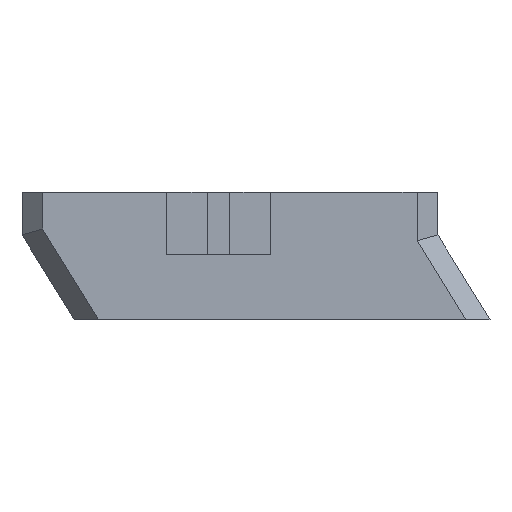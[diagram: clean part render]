
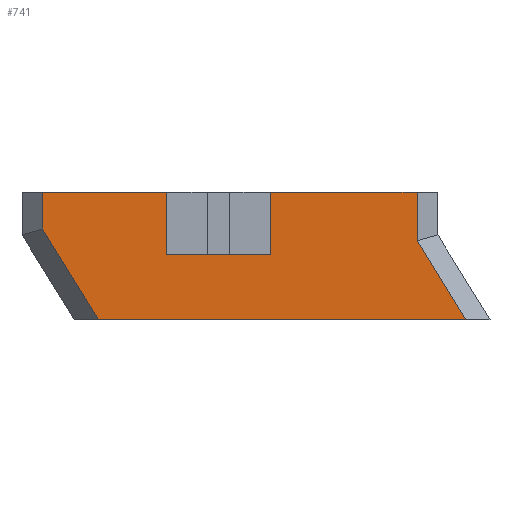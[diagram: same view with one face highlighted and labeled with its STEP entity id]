
A CAD part, front view. The second image highlights one B-rep face of the part: STEP entity #741.
In plain terms, the highlighted planar face has unit normal (0, -1, 0).
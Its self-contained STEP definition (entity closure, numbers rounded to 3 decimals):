
#1 = VECTOR ( 'NONE', #1520, 1000. ) ;
#19 = EDGE_CURVE ( 'NONE', #363, #268, #201, .T. ) ;
#23 = VECTOR ( 'NONE', #1225, 1000. ) ;
#29 = LINE ( 'NONE', #1161, #23 ) ;
#37 = LINE ( 'NONE', #1138, #41 ) ;
#41 = VECTOR ( 'NONE', #1156, 1000. ) ;
#45 = VECTOR ( 'NONE', #1045, 1000. ) ;
#46 = LINE ( 'NONE', #1088, #45 ) ;
#56 = EDGE_CURVE ( 'NONE', #1143, #1457, #185, .T. ) ;
#89 = EDGE_CURVE ( 'NONE', #325, #1457, #167, .T. ) ;
#115 = VECTOR ( 'NONE', #787, 1000. ) ;
#126 = LINE ( 'NONE', #750, #115 ) ;
#134 = CARTESIAN_POINT ( 'NONE',  ( 0., 0., -3. ) ) ;
#140 = CARTESIAN_POINT ( 'NONE',  ( -10., 0., 3. ) ) ;
#151 = VECTOR ( 'NONE', #582, 1000. ) ;
#158 = EDGE_CURVE ( 'NONE', #407, #325, #126, .T. ) ;
#167 = LINE ( 'NONE', #553, #151 ) ;
#179 = VECTOR ( 'NONE', #403, 1000. ) ;
#183 = VECTOR ( 'NONE', #387, 1000. ) ;
#185 = LINE ( 'NONE', #441, #179 ) ;
#201 = LINE ( 'NONE', #378, #183 ) ;
#234 = CARTESIAN_POINT ( 'NONE',  ( 14.496, 0., -2.172 ) ) ;
#245 = EDGE_CURVE ( 'NONE', #1103, #1341, #46, .T. ) ;
#268 = VERTEX_POINT ( 'NONE', #1121 ) ;
#278 = EDGE_CURVE ( 'NONE', #1341, #1034, #37, .T. ) ;
#283 = VERTEX_POINT ( 'NONE', #1146 ) ;
#298 = EDGE_CURVE ( 'NONE', #1103, #407, #29, .T. ) ;
#313 = DIRECTION ( 'NONE',  ( -0.524, 0., 0.852 ) ) ;
#325 = VERTEX_POINT ( 'NONE', #1396 ) ;
#330 = EDGE_CURVE ( 'NONE', #1034, #283, #1230, .T. ) ;
#360 = DIRECTION ( 'NONE',  ( 1., 0., 0. ) ) ;
#363 = VERTEX_POINT ( 'NONE', #1529 ) ;
#375 = CARTESIAN_POINT ( 'NONE',  ( 0., 0., 3. ) ) ;
#378 = CARTESIAN_POINT ( 'NONE',  ( 14.2, 0., 3. ) ) ;
#387 = DIRECTION ( 'NONE',  ( 0., 0., 1. ) ) ;
#398 = VECTOR ( 'NONE', #313, 1000. ) ;
#403 = DIRECTION ( 'NONE',  ( 0., 0., -1. ) ) ;
#407 = VERTEX_POINT ( 'NONE', #140 ) ;
#415 = LINE ( 'NONE', #375, #711 ) ;
#441 = CARTESIAN_POINT ( 'NONE',  ( 0., 0., 3. ) ) ;
#495 = LINE ( 'NONE', #234, #398 ) ;
#553 = CARTESIAN_POINT ( 'NONE',  ( -10., 0., -3. ) ) ;
#582 = DIRECTION ( 'NONE',  ( 1., 0., 0. ) ) ;
#676 = EDGE_CURVE ( 'NONE', #1143, #268, #415, .T. ) ;
#707 = FACE_OUTER_BOUND ( 'NONE', #1126, .T. ) ;
#711 = VECTOR ( 'NONE', #360, 1000. ) ;
#737 = ORIENTED_EDGE ( 'NONE', *, *, #330, .T. ) ;
#741 = ADVANCED_FACE ( 'NONE', ( #707 ), #1060, .F. ) ;
#745 = ORIENTED_EDGE ( 'NONE', *, *, #278, .T. ) ;
#750 = CARTESIAN_POINT ( 'NONE',  ( -10., 0., 3. ) ) ;
#762 = ORIENTED_EDGE ( 'NONE', *, *, #245, .T. ) ;
#767 = ORIENTED_EDGE ( 'NONE', *, *, #298, .F. ) ;
#787 = DIRECTION ( 'NONE',  ( 0., 0., -1. ) ) ;
#793 = ORIENTED_EDGE ( 'NONE', *, *, #158, .F. ) ;
#794 = ORIENTED_EDGE ( 'NONE', *, *, #89, .F. ) ;
#808 = ORIENTED_EDGE ( 'NONE', *, *, #56, .T. ) ;
#815 = ORIENTED_EDGE ( 'NONE', *, *, #676, .F. ) ;
#828 = ORIENTED_EDGE ( 'NONE', *, *, #19, .T. ) ;
#837 = ORIENTED_EDGE ( 'NONE', *, *, #1202, .T. ) ;
#897 = AXIS2_PLACEMENT_3D ( 'NONE', #1042, #1062, #1069 ) ;
#1034 = VERTEX_POINT ( 'NONE', #1135 ) ;
#1042 = CARTESIAN_POINT ( 'NONE',  ( -24., 0., 3. ) ) ;
#1045 = DIRECTION ( 'NONE',  ( 0., 0., -1. ) ) ;
#1060 = PLANE ( 'NONE',  #897 ) ;
#1062 = DIRECTION ( 'NONE',  ( 0., 1., 0. ) ) ;
#1069 = DIRECTION ( 'NONE',  ( 0., 0., 1. ) ) ;
#1088 = CARTESIAN_POINT ( 'NONE',  ( -22., 0., 3. ) ) ;
#1095 = CARTESIAN_POINT ( 'NONE',  ( -22., 0., -0.559 ) ) ;
#1103 = VERTEX_POINT ( 'NONE', #1391 ) ;
#1121 = CARTESIAN_POINT ( 'NONE',  ( 14.2, 0., 3. ) ) ;
#1126 = EDGE_LOOP ( 'NONE', ( #837, #828, #815, #808, #794, #793, #767, #762, #745, #737 ) ) ;
#1135 = CARTESIAN_POINT ( 'NONE',  ( -16.602, 0., -9.34 ) ) ;
#1138 = CARTESIAN_POINT ( 'NONE',  ( -24.137, 0., 2.916 ) ) ;
#1143 = VERTEX_POINT ( 'NONE', #1553 ) ;
#1146 = CARTESIAN_POINT ( 'NONE',  ( 18.902, 0., -9.34 ) ) ;
#1156 = DIRECTION ( 'NONE',  ( 0.524, 0., -0.852 ) ) ;
#1161 = CARTESIAN_POINT ( 'NONE',  ( -24., 0., 3. ) ) ;
#1202 = EDGE_CURVE ( 'NONE', #283, #363, #495, .T. ) ;
#1225 = DIRECTION ( 'NONE',  ( 1., 0., 0. ) ) ;
#1230 = LINE ( 'NONE', #1512, #1 ) ;
#1341 = VERTEX_POINT ( 'NONE', #1095 ) ;
#1391 = CARTESIAN_POINT ( 'NONE',  ( -22., 0., 3. ) ) ;
#1396 = CARTESIAN_POINT ( 'NONE',  ( -10., 0., -3. ) ) ;
#1457 = VERTEX_POINT ( 'NONE', #134 ) ;
#1512 = CARTESIAN_POINT ( 'NONE',  ( 16.2, 0., -9.34 ) ) ;
#1520 = DIRECTION ( 'NONE',  ( 1., 0., 0. ) ) ;
#1529 = CARTESIAN_POINT ( 'NONE',  ( 14.2, 0., -1.691 ) ) ;
#1553 = CARTESIAN_POINT ( 'NONE',  ( 0., 0., 3. ) ) ;
